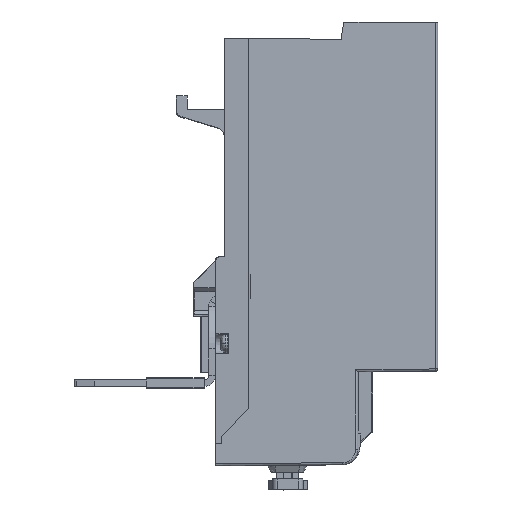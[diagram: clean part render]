
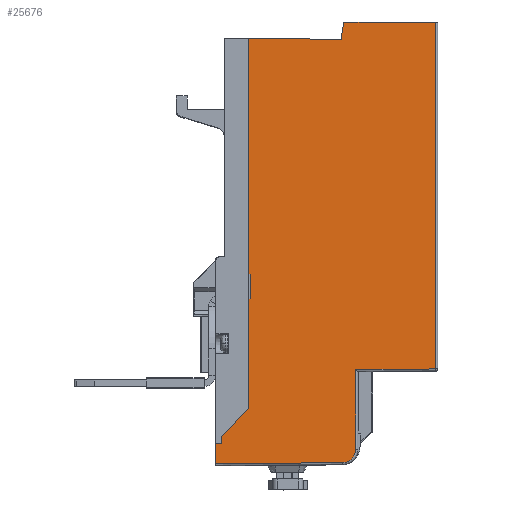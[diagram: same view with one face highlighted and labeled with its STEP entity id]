
A CAD part, left-side view. The second image highlights one B-rep face of the part: STEP entity #25676.
In plain terms, the highlighted planar face has unit normal (-1, -0.011, 0).
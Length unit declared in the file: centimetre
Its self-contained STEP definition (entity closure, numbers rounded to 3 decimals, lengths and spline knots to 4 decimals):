
#394=CARTESIAN_POINT('',(0.0085,4.2636,-5.7598));
#395=VERTEX_POINT('',#394);
#402=CARTESIAN_POINT('',(0.0085,4.2636,-0.4598));
#403=VERTEX_POINT('',#402);
#404=CARTESIAN_POINT('',(0.0085,4.2636,-0.4598));
#405=DIRECTION('',(0.0,0.0,-1.0));
#406=VECTOR('',#405,5.3);
#407=LINE('',#404,#406);
#408=EDGE_CURVE('',#403,#395,#407,.T.);
#949=CARTESIAN_POINT('',(0.0085,4.2636,-8.7798));
#950=VERTEX_POINT('',#949);
#957=CARTESIAN_POINT('',(0.0085,4.2636,-6.3098));
#958=VERTEX_POINT('',#957);
#959=CARTESIAN_POINT('',(0.0085,4.2636,-6.3098));
#960=DIRECTION('',(0.0,0.0,-1.0));
#961=VECTOR('',#960,2.47);
#962=LINE('',#959,#961);
#963=EDGE_CURVE('',#958,#950,#962,.T.);
#1270=CARTESIAN_POINT('',(0.009,4.2236,-6.3098));
#1271=VERTEX_POINT('',#1270);
#1272=CARTESIAN_POINT('',(0.009,4.2236,-6.3098));
#1273=DIRECTION('',(-0.011,1.,0.0));
#1274=VECTOR('',#1273,0.04);
#1275=LINE('',#1272,#1274);
#1276=EDGE_CURVE('',#1271,#958,#1275,.T.);
#1762=CARTESIAN_POINT('',(0.0328,2.1236,-0.0898));
#1763=VERTEX_POINT('',#1762);
#1770=CARTESIAN_POINT('',(0.0562,0.063,-0.0898));
#1771=VERTEX_POINT('',#1770);
#1772=CARTESIAN_POINT('',(0.0328,2.1236,-0.0898));
#1773=DIRECTION('',(0.011,-1.,0.0));
#1774=VECTOR('',#1773,2.0607);
#1775=LINE('',#1772,#1774);
#1776=EDGE_CURVE('',#1763,#1771,#1775,.T.);
#25512=CARTESIAN_POINT('',(0.0017,4.8636,-9.3998));
#25513=VERTEX_POINT('',#25512);
#25520=CARTESIAN_POINT('',(0.0085,4.2636,-8.7798));
#25521=DIRECTION('',(-0.008,0.695,-0.719));
#25522=VECTOR('',#25521,0.8628);
#25523=LINE('',#25520,#25522);
#25524=EDGE_CURVE('',#950,#25513,#25523,.T.);
#25529=CARTESIAN_POINT('',(0.0085,4.2636,0.0888));
#25530=DIRECTION('',(1.,0.011,0.0));
#25531=DIRECTION('',(0.0,0.0,-1.0));
#25532=AXIS2_PLACEMENT_3D('',#25529,#25530,#25531);
#25533=PLANE('',#25532);
#25534=CARTESIAN_POINT('',(0.0321,2.1836,-0.4298));
#25535=VERTEX_POINT('',#25534);
#25536=CARTESIAN_POINT('',(0.0328,2.1236,-0.0898));
#25537=DIRECTION('',(-0.002,0.174,-0.985));
#25538=VECTOR('',#25537,0.3453);
#25539=LINE('',#25536,#25538);
#25540=EDGE_CURVE('',#1763,#25535,#25539,.T.);
#25541=ORIENTED_EDGE('',*,*,#25540,.T.);
#25542=CARTESIAN_POINT('',(0.0321,2.1836,-0.478));
#25543=VERTEX_POINT('',#25542);
#25544=CARTESIAN_POINT('',(0.0321,2.1836,-0.4298));
#25545=DIRECTION('',(0.0,0.0,-1.0));
#25546=VECTOR('',#25545,0.0482);
#25547=LINE('',#25544,#25546);
#25548=EDGE_CURVE('',#25535,#25543,#25547,.T.);
#25549=ORIENTED_EDGE('',*,*,#25548,.T.);
#25550=CARTESIAN_POINT('',(0.0321,2.1836,-0.478));
#25551=DIRECTION('',(-0.011,1.,0.009));
#25552=VECTOR('',#25551,2.0802);
#25553=LINE('',#25550,#25552);
#25554=EDGE_CURVE('',#25543,#403,#25553,.T.);
#25555=ORIENTED_EDGE('',*,*,#25554,.T.);
#25556=ORIENTED_EDGE('',*,*,#408,.T.);
#25557=CARTESIAN_POINT('',(0.009,4.2236,-5.7598));
#25558=VERTEX_POINT('',#25557);
#25559=CARTESIAN_POINT('',(0.009,4.2236,-5.7598));
#25560=DIRECTION('',(-0.011,1.,0.0));
#25561=VECTOR('',#25560,0.04);
#25562=LINE('',#25559,#25561);
#25563=EDGE_CURVE('',#25558,#395,#25562,.T.);
#25564=ORIENTED_EDGE('',*,*,#25563,.F.);
#25565=CARTESIAN_POINT('',(0.009,4.2236,-5.7598));
#25566=DIRECTION('',(0.0,0.0,-1.0));
#25567=VECTOR('',#25566,0.55);
#25568=LINE('',#25565,#25567);
#25569=EDGE_CURVE('',#25558,#1271,#25568,.T.);
#25570=ORIENTED_EDGE('',*,*,#25569,.T.);
#25571=ORIENTED_EDGE('',*,*,#1276,.T.);
#25572=ORIENTED_EDGE('',*,*,#963,.T.);
#25573=ORIENTED_EDGE('',*,*,#25524,.T.);
#25574=CARTESIAN_POINT('',(0.0017,4.8636,-9.5614));
#25575=VERTEX_POINT('',#25574);
#25576=CARTESIAN_POINT('',(0.0017,4.8636,-9.3998));
#25577=DIRECTION('',(0.0,0.0,-1.0));
#25578=VECTOR('',#25577,0.1615);
#25579=LINE('',#25576,#25578);
#25580=EDGE_CURVE('',#25513,#25575,#25579,.T.);
#25581=ORIENTED_EDGE('',*,*,#25580,.T.);
#25582=CARTESIAN_POINT('',(0.,5.0136,-9.5614));
#25583=VERTEX_POINT('',#25582);
#25584=CARTESIAN_POINT('',(0.0017,4.8636,-9.5614));
#25585=DIRECTION('',(-0.011,1.,0.0));
#25586=VECTOR('',#25585,0.15);
#25587=LINE('',#25584,#25586);
#25588=EDGE_CURVE('',#25575,#25583,#25587,.T.);
#25589=ORIENTED_EDGE('',*,*,#25588,.T.);
#25590=CARTESIAN_POINT('',(0.,5.0136,-10.0164));
#25591=VERTEX_POINT('',#25590);
#25592=CARTESIAN_POINT('',(0.,5.0136,-9.5614));
#25593=DIRECTION('',(0.0,0.0,-1.0));
#25594=VECTOR('',#25593,0.455);
#25595=LINE('',#25592,#25594);
#25596=EDGE_CURVE('',#25583,#25591,#25595,.T.);
#25597=ORIENTED_EDGE('',*,*,#25596,.T.);
#25598=CARTESIAN_POINT('',(0.0324,2.1554,-9.9914));
#25599=VERTEX_POINT('',#25598);
#25600=CARTESIAN_POINT('',(0.0324,2.1554,-9.9914));
#25601=DIRECTION('',(-0.011,1.,-0.009));
#25602=VECTOR('',#25601,2.8585);
#25603=LINE('',#25600,#25602);
#25604=EDGE_CURVE('',#25599,#25591,#25603,.T.);
#25605=ORIENTED_EDGE('',*,*,#25604,.F.);
#25606=CARTESIAN_POINT('',(0.0358,1.858,-9.6914));
#25607=VERTEX_POINT('',#25606);
#25608=CARTESIAN_POINT('',(0.0358,1.858,-9.6914));
#25609=CARTESIAN_POINT('',(0.0358,1.858,-9.7099));
#25610=CARTESIAN_POINT('',(0.0358,1.8597,-9.728));
#25611=CARTESIAN_POINT('',(0.0358,1.863,-9.7458));
#25612=CARTESIAN_POINT('',(0.0357,1.8637,-9.7498));
#25613=CARTESIAN_POINT('',(0.0357,1.8645,-9.7537));
#25614=CARTESIAN_POINT('',(0.0357,1.8654,-9.7577));
#25615=CARTESIAN_POINT('',(0.0357,1.8698,-9.7769));
#25616=CARTESIAN_POINT('',(0.0356,1.8761,-9.7958));
#25617=CARTESIAN_POINT('',(0.0355,1.8842,-9.814));
#25618=CARTESIAN_POINT('',(0.0355,1.8852,-9.8163));
#25619=CARTESIAN_POINT('',(0.0355,1.8863,-9.8186));
#25620=CARTESIAN_POINT('',(0.0355,1.8874,-9.8209));
#25621=CARTESIAN_POINT('',(0.0354,1.8966,-9.8401));
#25622=CARTESIAN_POINT('',(0.0352,1.9078,-9.8584));
#25623=CARTESIAN_POINT('',(0.0351,1.9209,-9.8752));
#25624=CARTESIAN_POINT('',(0.0351,1.9215,-9.876));
#25625=CARTESIAN_POINT('',(0.0351,1.9221,-9.8768));
#25626=CARTESIAN_POINT('',(0.0351,1.9228,-9.8776));
#25627=CARTESIAN_POINT('',(0.0349,1.9366,-9.8951));
#25628=CARTESIAN_POINT('',(0.0347,1.9524,-9.9111));
#25629=CARTESIAN_POINT('',(0.0345,1.9698,-9.9251));
#25630=CARTESIAN_POINT('',(0.0345,1.9702,-9.9254));
#25631=CARTESIAN_POINT('',(0.0345,1.9707,-9.9257));
#25632=CARTESIAN_POINT('',(0.0345,1.9711,-9.9261));
#25633=CARTESIAN_POINT('',(0.0343,1.9881,-9.9397));
#25634=CARTESIAN_POINT('',(0.0341,2.0066,-9.9514));
#25635=CARTESIAN_POINT('',(0.0339,2.0262,-9.9609));
#25636=CARTESIAN_POINT('',(0.0339,2.0281,-9.9619));
#25637=CARTESIAN_POINT('',(0.0339,2.03,-9.9627));
#25638=CARTESIAN_POINT('',(0.0338,2.0318,-9.9636));
#25639=CARTESIAN_POINT('',(0.0336,2.0503,-9.9721));
#25640=CARTESIAN_POINT('',(0.0334,2.0696,-9.9788));
#25641=CARTESIAN_POINT('',(0.0332,2.0892,-9.9834));
#25642=CARTESIAN_POINT('',(0.0331,2.0927,-9.9843));
#25643=CARTESIAN_POINT('',(0.0331,2.0962,-9.985));
#25644=CARTESIAN_POINT('',(0.0331,2.0998,-9.9857));
#25645=CARTESIAN_POINT('',(0.0329,2.118,-9.9893));
#25646=CARTESIAN_POINT('',(0.0326,2.1365,-9.9913));
#25647=CARTESIAN_POINT('',(0.0324,2.1554,-9.9914));
#25648=B_SPLINE_CURVE_WITH_KNOTS('',3,(#25608,#25609,#25610,#25611,#25612,#25613,#25614,#25615,#25616,#25617,#25618,#25619,#25620,#25621,#25622,#25623,#25624,#25625,#25626,#25627,#25628,#25629,#25630,#25631,#25632,#25633,#25634,#25635,#25636,#25637,#25638,#25639,#25640,#25641,#25642,#25643,#25644,#25645,#25646,#25647),.UNSPECIFIED.,.F.,.U.,(4,3,3,3,3,3,3,3,3,3,3,3,3,4),(0.0,0.1166,0.1429,0.2695,0.2857,0.4222,0.4286,0.5714,0.5748,0.7143,0.7275,0.8571,0.8804,1.0),.UNSPECIFIED.);
#25649=EDGE_CURVE('',#25607,#25599,#25648,.T.);
#25650=ORIENTED_EDGE('',*,*,#25649,.F.);
#25651=CARTESIAN_POINT('',(0.0358,1.858,-7.9018));
#25652=VERTEX_POINT('',#25651);
#25653=CARTESIAN_POINT('',(0.0358,1.858,-9.6914));
#25654=DIRECTION('',(0.,0.,1.0));
#25655=VECTOR('',#25654,1.7896);
#25656=LINE('',#25653,#25655);
#25657=EDGE_CURVE('',#25607,#25652,#25656,.T.);
#25658=ORIENTED_EDGE('',*,*,#25657,.T.);
#25659=CARTESIAN_POINT('',(0.0562,0.063,-7.8862));
#25660=VERTEX_POINT('',#25659);
#25661=CARTESIAN_POINT('',(0.0562,0.063,-7.8862));
#25662=DIRECTION('',(-0.011,1.,-0.009));
#25663=VECTOR('',#25662,1.7952);
#25664=LINE('',#25661,#25663);
#25665=EDGE_CURVE('',#25660,#25652,#25664,.T.);
#25666=ORIENTED_EDGE('',*,*,#25665,.F.);
#25667=CARTESIAN_POINT('',(0.0562,0.063,-7.8862));
#25668=DIRECTION('',(0.0,0.,1.0));
#25669=VECTOR('',#25668,7.7963);
#25670=LINE('',#25667,#25669);
#25671=EDGE_CURVE('',#25660,#1771,#25670,.T.);
#25672=ORIENTED_EDGE('',*,*,#25671,.T.);
#25673=ORIENTED_EDGE('',*,*,#1776,.F.);
#25674=EDGE_LOOP('',(#25541,#25549,#25555,#25556,#25564,#25570,#25571,#25572,#25573,#25581,#25589,#25597,#25605,#25650,#25658,#25666,#25672,#25673));
#25675=FACE_OUTER_BOUND('',#25674,.T.);
#25676=ADVANCED_FACE('',(#25675),#25533,.F.);
